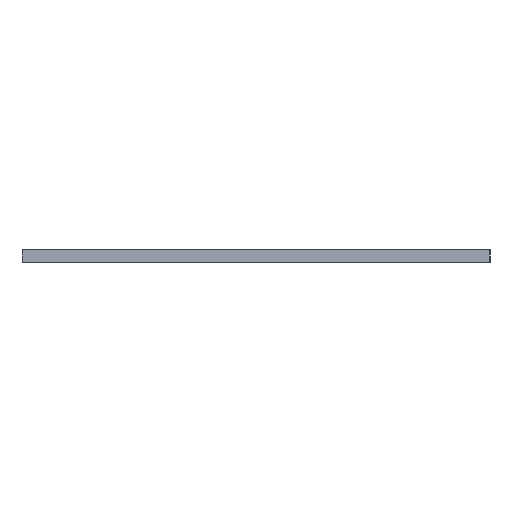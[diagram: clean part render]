
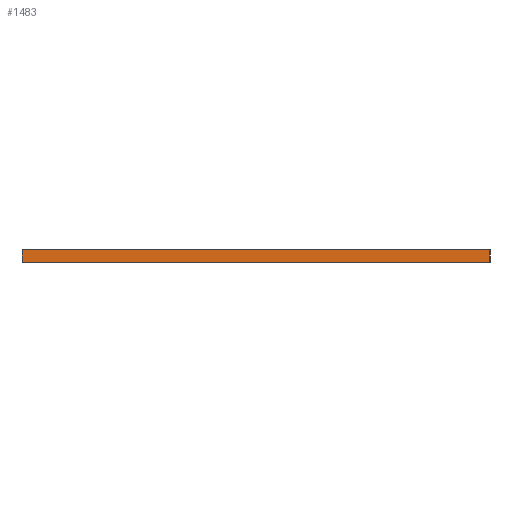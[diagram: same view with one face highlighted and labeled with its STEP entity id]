
A CAD part, left-side view. The second image highlights one B-rep face of the part: STEP entity #1483.
In plain terms, the highlighted planar face has unit normal (-1, 0, 0).
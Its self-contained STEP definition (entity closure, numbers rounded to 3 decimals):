
#293=FACE_OUTER_BOUND('',#363,.T.);
#363=EDGE_LOOP('',(#1067,#1068,#1069,#1070));
#537=LINE('',#2220,#629);
#542=LINE('',#2230,#634);
#543=LINE('',#2232,#635);
#544=LINE('',#2233,#636);
#629=VECTOR('',#1757,1.);
#634=VECTOR('',#1766,1.);
#635=VECTOR('',#1767,1.);
#636=VECTOR('',#1768,1.);
#721=VERTEX_POINT('',#2217);
#722=VERTEX_POINT('',#2219);
#725=VERTEX_POINT('',#2229);
#726=VERTEX_POINT('',#2231);
#857=EDGE_CURVE('',#722,#721,#537,.T.);
#862=EDGE_CURVE('',#721,#725,#542,.T.);
#863=EDGE_CURVE('',#726,#725,#543,.T.);
#864=EDGE_CURVE('',#722,#726,#544,.T.);
#1067=ORIENTED_EDGE('',*,*,#857,.T.);
#1068=ORIENTED_EDGE('',*,*,#862,.T.);
#1069=ORIENTED_EDGE('',*,*,#863,.F.);
#1070=ORIENTED_EDGE('',*,*,#864,.F.);
#1469=PLANE('',#1568);
#1483=ADVANCED_FACE('',(#293),#1469,.T.);
#1568=AXIS2_PLACEMENT_3D('',#2228,#1764,#1765);
#1757=DIRECTION('',(0.,0.,1.));
#1764=DIRECTION('center_axis',(-1.,0.,0.));
#1765=DIRECTION('ref_axis',(0.,1.,0.));
#1766=DIRECTION('',(0.,1.,0.));
#1767=DIRECTION('',(0.,0.,1.));
#1768=DIRECTION('',(0.,1.,0.));
#2217=CARTESIAN_POINT('',(84.1,-110.8,1.51));
#2219=CARTESIAN_POINT('',(84.1,-110.8,0.));
#2220=CARTESIAN_POINT('',(84.1,-110.8,0.));
#2228=CARTESIAN_POINT('Origin',(84.1,-110.8,0.));
#2229=CARTESIAN_POINT('',(84.1,-54.,1.51));
#2230=CARTESIAN_POINT('',(84.1,-110.8,1.51));
#2231=CARTESIAN_POINT('',(84.1,-54.,0.));
#2232=CARTESIAN_POINT('',(84.1,-54.,0.));
#2233=CARTESIAN_POINT('',(84.1,-110.8,0.));
